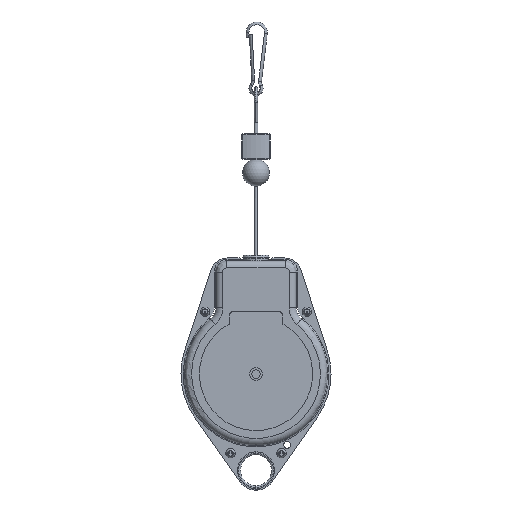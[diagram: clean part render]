
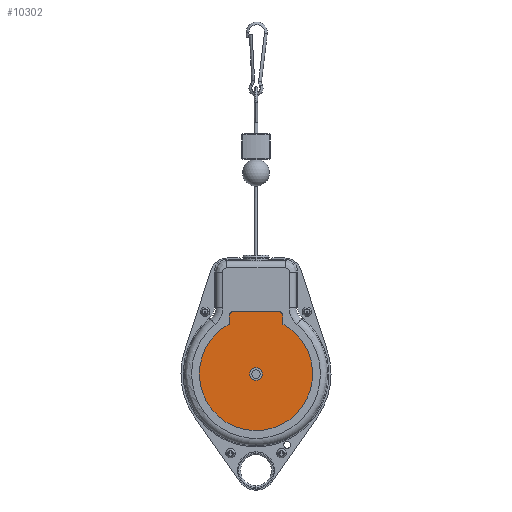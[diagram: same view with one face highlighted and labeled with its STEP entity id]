
A CAD part, front view. The second image highlights one B-rep face of the part: STEP entity #10302.
In plain terms, the highlighted planar face has unit normal (0, -1, 0).
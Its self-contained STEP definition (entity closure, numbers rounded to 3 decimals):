
#3225=DIRECTION('',(1.,0.,0.));
#3226=VECTOR('',#3225,32.);
#3227=CARTESIAN_POINT('',(-16.,-12.6,44.));
#3228=LINE('',#3227,#3226);
#3229=CARTESIAN_POINT('',(16.,-12.6,41.));
#3230=DIRECTION('',(0.,1.,0.));
#3231=DIRECTION('',(0.,0.,1.));
#3232=AXIS2_PLACEMENT_3D('',#3229,#3230,#3231);
#3234=DIRECTION('',(0.,0.,-1.));
#3235=VECTOR('',#3234,5.801);
#3236=CARTESIAN_POINT('',(19.,-12.6,41.));
#3237=LINE('',#3236,#3235);
#3238=CARTESIAN_POINT('',(0.,-12.6,0.));
#3239=DIRECTION('',(0.,1.,0.));
#3240=DIRECTION('',(0.475,0.,0.88));
#3241=AXIS2_PLACEMENT_3D('',#3238,#3239,#3240);
#3243=CARTESIAN_POINT('',(0.,-12.6,0.));
#3244=DIRECTION('',(0.,1.,0.));
#3245=DIRECTION('',(-1.,0.,0.));
#3246=AXIS2_PLACEMENT_3D('',#3243,#3244,#3245);
#3248=DIRECTION('',(0.,0.,1.));
#3249=VECTOR('',#3248,5.801);
#3250=CARTESIAN_POINT('',(-19.,-12.6,35.199));
#3251=LINE('',#3250,#3249);
#3252=CARTESIAN_POINT('',(-16.,-12.6,41.));
#3253=DIRECTION('',(0.,1.,0.));
#3254=DIRECTION('',(-1.,0.,0.));
#3255=AXIS2_PLACEMENT_3D('',#3252,#3253,#3254);
#3257=CARTESIAN_POINT('',(0.,-12.6,0.));
#3258=DIRECTION('',(0.,-1.,0.));
#3259=DIRECTION('',(0.,0.,-1.));
#3260=AXIS2_PLACEMENT_3D('',#3257,#3258,#3259);
#3262=CARTESIAN_POINT('',(0.,-12.6,0.));
#3263=DIRECTION('',(0.,-1.,0.));
#3264=DIRECTION('',(0.,0.,1.));
#3265=AXIS2_PLACEMENT_3D('',#3262,#3263,#3264);
#6224=CARTESIAN_POINT('',(-16.,-12.6,44.));
#6225=CARTESIAN_POINT('',(16.,-12.6,44.));
#6226=VERTEX_POINT('',#6224);
#6227=VERTEX_POINT('',#6225);
#6228=CARTESIAN_POINT('',(19.,-12.6,41.));
#6229=VERTEX_POINT('',#6228);
#6230=CARTESIAN_POINT('',(19.,-12.6,35.199));
#6231=VERTEX_POINT('',#6230);
#6232=CARTESIAN_POINT('',(-40.,-12.6,0.));
#6233=VERTEX_POINT('',#6232);
#6234=CARTESIAN_POINT('',(-19.,-12.6,35.199));
#6235=VERTEX_POINT('',#6234);
#6236=CARTESIAN_POINT('',(-19.,-12.6,41.));
#6237=VERTEX_POINT('',#6236);
#6238=CARTESIAN_POINT('',(0.,-12.6,-4.5));
#6239=CARTESIAN_POINT('',(0.,-12.6,4.5));
#6240=VERTEX_POINT('',#6238);
#6241=VERTEX_POINT('',#6239);
#10275=CARTESIAN_POINT('',(0.002,-12.6,1.982));
#10276=DIRECTION('',(0.,1.,0.));
#10277=DIRECTION('',(-1.,0.,0.));
#10278=AXIS2_PLACEMENT_3D('',#10275,#10276,#10277);
#10279=PLANE('',#10278);
#10281=ORIENTED_EDGE('',*,*,#10280,.T.);
#10283=ORIENTED_EDGE('',*,*,#10282,.T.);
#10285=ORIENTED_EDGE('',*,*,#10284,.T.);
#10287=ORIENTED_EDGE('',*,*,#10286,.T.);
#10289=ORIENTED_EDGE('',*,*,#10288,.T.);
#10291=ORIENTED_EDGE('',*,*,#10290,.T.);
#10293=ORIENTED_EDGE('',*,*,#10292,.T.);
#10294=EDGE_LOOP('',(#10281,#10283,#10285,#10287,#10289,#10291,#10293));
#10295=FACE_OUTER_BOUND('',#10294,.F.);
#10297=ORIENTED_EDGE('',*,*,#10296,.T.);
#10299=ORIENTED_EDGE('',*,*,#10298,.T.);
#10300=EDGE_LOOP('',(#10297,#10299));
#10301=FACE_BOUND('',#10300,.F.);
#10302=ADVANCED_FACE('',(#10295,#10301),#10279,.F.);
#3233=CIRCLE('',#3232,3.);
#3242=CIRCLE('',#3241,40.);
#3247=CIRCLE('',#3246,40.);
#3256=CIRCLE('',#3255,3.);
#3261=CIRCLE('',#3260,4.5);
#3266=CIRCLE('',#3265,4.5);
#10280=EDGE_CURVE('',#6226,#6227,#3228,.T.);
#10282=EDGE_CURVE('',#6227,#6229,#3233,.T.);
#10284=EDGE_CURVE('',#6229,#6231,#3237,.T.);
#10286=EDGE_CURVE('',#6231,#6233,#3242,.T.);
#10288=EDGE_CURVE('',#6233,#6235,#3247,.T.);
#10290=EDGE_CURVE('',#6235,#6237,#3251,.T.);
#10292=EDGE_CURVE('',#6237,#6226,#3256,.T.);
#10296=EDGE_CURVE('',#6240,#6241,#3261,.T.);
#10298=EDGE_CURVE('',#6241,#6240,#3266,.T.);
